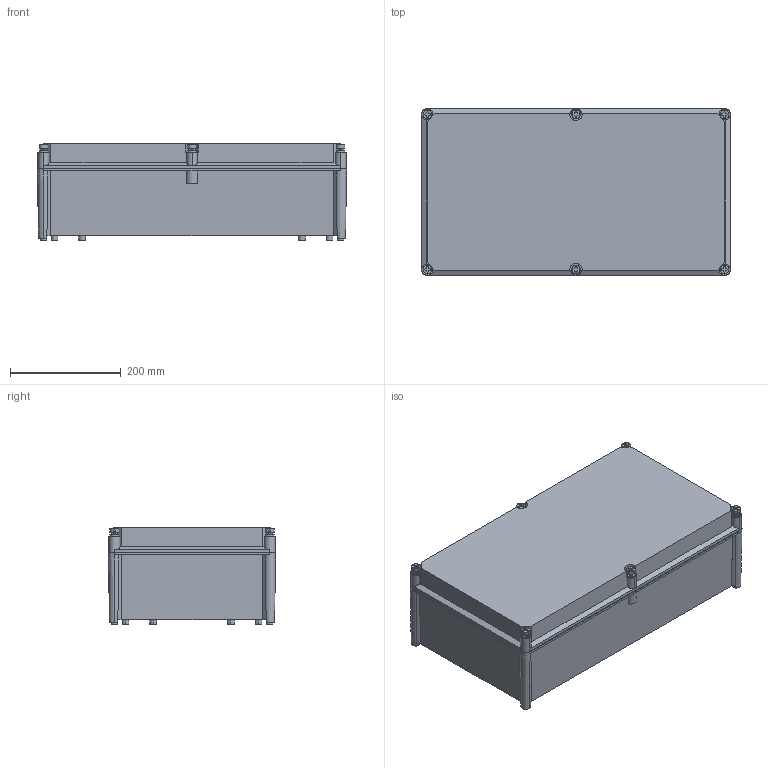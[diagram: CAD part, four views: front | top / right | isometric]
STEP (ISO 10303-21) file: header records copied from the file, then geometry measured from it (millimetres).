
FILE_DESCRIPTION(('CATIA V5R24 STEP','CAx-IF Rec.Pracs.--- Model Styling and Organization---1.2---2011-12-15'),'2;1');
FILE_NAME ('D1464887_0', '2018-08-23T06:33:11+00:00', ('Weidmueller Interface'), ('Weidmueller'), 'CATIA Version 5-6 Release 2014 SP4 HF52', 'CATIA V5 STEP AP214', 'none');
FILE_SCHEMA(('AUTOMOTIVE_DESIGN { 1 0 10303 214 1 1 1 1 }'));
Length unit declared in the file: millimetre
Products named in the file (1): 49929_TBF_563018
Bounding box: 558 x 302 x 174 mm (x, y, z)
Volume: 2174225.5 mm3; surface area: 1283736.8 mm2
Topology: 20 solids, 20 shells, 1171 faces, 2952 edges, 1916 vertices
Faces by surface type: cylinder 558, plane 523, cone 90
Entity records: 38219 total; most frequent: CARTESIAN_POINT 10654, ORIENTED_EDGE 5904, DIRECTION 4943, EDGE_CURVE 2952, AXIS2_PLACEMENT_3D 2281, VERTEX_POINT 1916, VECTOR 1492, LINE 1492
